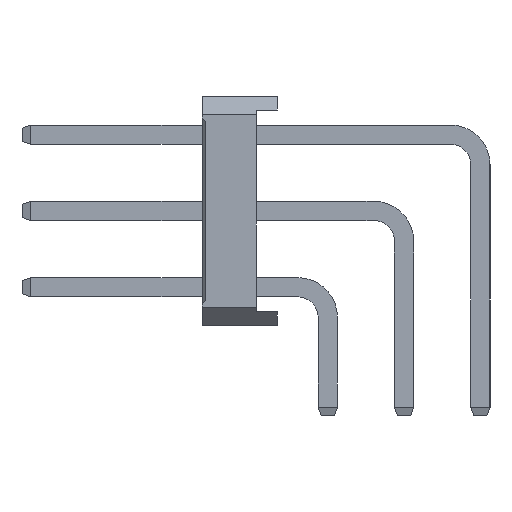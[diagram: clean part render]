
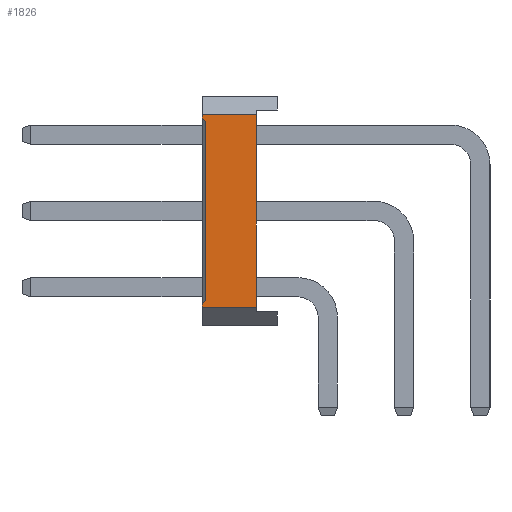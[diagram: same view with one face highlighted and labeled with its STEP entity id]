
A CAD part, left-side view. The second image highlights one B-rep face of the part: STEP entity #1826.
In plain terms, the highlighted planar face has unit normal (-1, 0, 0).
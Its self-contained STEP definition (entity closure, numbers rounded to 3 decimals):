
#1826=ADVANCED_FACE('',(#20068),#20070,.T.);
#20068=FACE_BOUND('',#20069,.T.);
#20069=EDGE_LOOP('',(#34897,#34898,#34899,#34900,#34901,#34902,#34903,#34904));
#20070=PLANE('',#20071);
#20071=AXIS2_PLACEMENT_3D('',#20072,#20073,#20074);
#20072=CARTESIAN_POINT('',(-1.27,1.68,0.6));
#20073=DIRECTION('',(-1.,0.,0.));
#20074=DIRECTION('',(0.,0.,1.));
#34897=ORIENTED_EDGE('',*,*,#44442,.F.);
#34898=ORIENTED_EDGE('',*,*,#44443,.T.);
#34899=ORIENTED_EDGE('',*,*,#44444,.F.);
#34900=ORIENTED_EDGE('',*,*,#43378,.F.);
#34901=ORIENTED_EDGE('',*,*,#44445,.F.);
#34902=ORIENTED_EDGE('',*,*,#42852,.T.);
#34903=ORIENTED_EDGE('',*,*,#44441,.T.);
#34904=ORIENTED_EDGE('',*,*,#43382,.F.);
#42852=EDGE_CURVE('',#47824,#47822,#47825,.T.);
#43378=EDGE_CURVE('',#48874,#48876,#48877,.T.);
#43382=EDGE_CURVE('',#48882,#48884,#48885,.T.);
#44441=EDGE_CURVE('',#47822,#48884,#50805,.T.);
#44442=EDGE_CURVE('',#50806,#48882,#50807,.F.);
#44443=EDGE_CURVE('',#50806,#50808,#50809,.T.);
#44444=EDGE_CURVE('',#48876,#50808,#50810,.F.);
#44445=EDGE_CURVE('',#47824,#48874,#50811,.T.);
#47822=VERTEX_POINT('',#55906);
#47824=VERTEX_POINT('',#55910);
#47825=LINE('',#55911,#55912);
#48874=VERTEX_POINT('',#58010);
#48876=VERTEX_POINT('',#58014);
#48877=LINE('',#58015,#58016);
#48882=VERTEX_POINT('',#58026);
#48884=VERTEX_POINT('',#58030);
#48885=LINE('',#58031,#58032);
#50805=LINE('',#62165,#62166);
#50806=VERTEX_POINT('',#62168);
#50807=LINE('',#62169,#62170);
#50808=VERTEX_POINT('',#62172);
#50809=LINE('',#62173,#62174);
#50810=LINE('',#62176,#62177);
#50811=LINE('',#62179,#62180);
#55906=CARTESIAN_POINT('',(-1.27,2.38,7.02));
#55910=CARTESIAN_POINT('',(-1.27,2.38,0.6));
#55911=CARTESIAN_POINT('',(-1.27,2.38,0.6));
#55912=VECTOR('',#55913,1.);
#55913=DIRECTION('',(0.,0.,1.));
#58010=CARTESIAN_POINT('',(-1.27,4.18,0.6));
#58014=CARTESIAN_POINT('',(-1.27,4.18,0.72));
#58015=CARTESIAN_POINT('',(-1.27,4.18,0.6));
#58016=VECTOR('',#58017,1.);
#58017=DIRECTION('',(0.,0.,1.));
#58026=CARTESIAN_POINT('',(-1.27,4.18,6.9));
#58030=CARTESIAN_POINT('',(-1.27,4.18,7.02));
#58031=CARTESIAN_POINT('',(-1.27,4.18,6.9));
#58032=VECTOR('',#58033,1.);
#58033=DIRECTION('',(0.,0.,1.));
#62165=CARTESIAN_POINT('',(-1.27,2.38,7.02));
#62166=VECTOR('',#62167,1.);
#62167=DIRECTION('',(0.,1.,0.));
#62168=CARTESIAN_POINT('',(-1.27,4.08,6.8));
#62169=CARTESIAN_POINT('',(-1.27,4.18,6.9));
#62170=VECTOR('',#62171,1.);
#62171=DIRECTION('',(0.,-0.707,-0.707));
#62172=CARTESIAN_POINT('',(-1.27,4.08,0.82));
#62173=CARTESIAN_POINT('',(-1.27,4.08,6.8));
#62174=VECTOR('',#62175,1.);
#62175=DIRECTION('',(0.,0.,-1.));
#62176=CARTESIAN_POINT('',(-1.27,4.08,0.82));
#62177=VECTOR('',#62178,1.);
#62178=DIRECTION('',(0.,0.707,-0.707));
#62179=CARTESIAN_POINT('',(-1.27,2.38,0.6));
#62180=VECTOR('',#62181,1.);
#62181=DIRECTION('',(0.,1.,0.));
